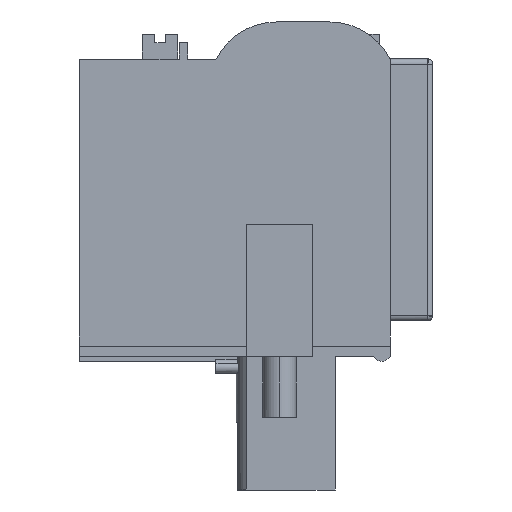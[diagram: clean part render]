
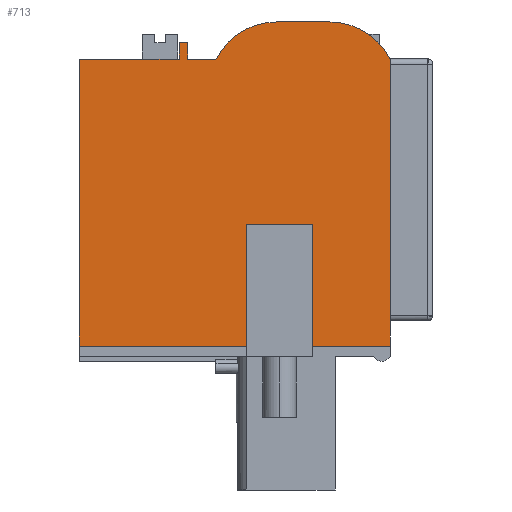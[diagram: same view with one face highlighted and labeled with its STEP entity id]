
A CAD part, left-side view. The second image highlights one B-rep face of the part: STEP entity #713.
In plain terms, the highlighted planar face has unit normal (-1, 0, 0).
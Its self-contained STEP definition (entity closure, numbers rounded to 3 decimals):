
#582=AXIS2_PLACEMENT_3D('Plane Axis2P3D',#579,#580,#581) ;
#642=AXIS2_PLACEMENT_3D('Circle Axis2P3D',#640,#641,$) ;
#656=AXIS2_PLACEMENT_3D('Circle Axis2P3D',#654,#655,$) ;
#123=CARTESIAN_POINT('Line Origine',(3.14,20.87,16.965)) ;
#127=CARTESIAN_POINT('Vertex',(3.14,20.87,25.43)) ;
#129=CARTESIAN_POINT('Vertex',(3.14,20.87,8.5)) ;
#579=CARTESIAN_POINT('Axis2P3D Location',(3.14,2.5,0.)) ;
#584=CARTESIAN_POINT('Line Origine',(3.14,15.935,8.5)) ;
#588=CARTESIAN_POINT('Vertex',(3.14,11.,8.5)) ;
#591=CARTESIAN_POINT('Line Origine',(3.14,11.,12.1)) ;
#595=CARTESIAN_POINT('Vertex',(3.14,11.,15.7)) ;
#598=CARTESIAN_POINT('Line Origine',(3.14,10.183,15.7)) ;
#602=CARTESIAN_POINT('Vertex',(3.14,9.367,15.7)) ;
#605=CARTESIAN_POINT('Line Origine',(3.14,9.05,15.7)) ;
#609=CARTESIAN_POINT('Vertex',(3.14,8.733,15.7)) ;
#612=CARTESIAN_POINT('Line Origine',(3.14,7.917,15.7)) ;
#616=CARTESIAN_POINT('Vertex',(3.14,7.1,15.7)) ;
#619=CARTESIAN_POINT('Line Origine',(3.14,7.1,12.1)) ;
#623=CARTESIAN_POINT('Vertex',(3.14,7.1,8.5)) ;
#626=CARTESIAN_POINT('Line Origine',(3.14,4.8,8.5)) ;
#630=CARTESIAN_POINT('Vertex',(3.14,2.5,8.5)) ;
#633=CARTESIAN_POINT('Line Origine',(3.14,2.5,16.965)) ;
#637=CARTESIAN_POINT('Vertex',(3.14,2.5,25.43)) ;
#640=CARTESIAN_POINT('Axis2P3D Location',(3.14,6.072,23.63)) ;
#644=CARTESIAN_POINT('Vertex',(3.14,6.072,27.63)) ;
#647=CARTESIAN_POINT('Line Origine',(3.14,7.65,27.63)) ;
#651=CARTESIAN_POINT('Vertex',(3.14,9.228,27.63)) ;
#654=CARTESIAN_POINT('Axis2P3D Location',(3.14,9.228,23.63)) ;
#658=CARTESIAN_POINT('Vertex',(3.14,12.8,25.43)) ;
#661=CARTESIAN_POINT('Line Origine',(3.14,13.638,25.43)) ;
#665=CARTESIAN_POINT('Vertex',(3.14,14.475,25.43)) ;
#668=CARTESIAN_POINT('Line Origine',(3.14,14.475,25.93)) ;
#672=CARTESIAN_POINT('Vertex',(3.14,14.475,26.43)) ;
#675=CARTESIAN_POINT('Line Origine',(3.14,14.723,26.43)) ;
#679=CARTESIAN_POINT('Vertex',(3.14,14.97,26.43)) ;
#682=CARTESIAN_POINT('Line Origine',(3.14,14.97,25.93)) ;
#686=CARTESIAN_POINT('Vertex',(3.14,14.97,25.43)) ;
#689=CARTESIAN_POINT('Line Origine',(3.14,17.92,25.43)) ;
#124=DIRECTION('Vector Direction',(0.,0.,1.)) ;
#580=DIRECTION('Axis2P3D Direction',(-1.,0.,0.)) ;
#581=DIRECTION('Axis2P3D XDirection',(0.,0.,1.)) ;
#585=DIRECTION('Vector Direction',(0.,-1.,0.)) ;
#592=DIRECTION('Vector Direction',(0.,0.,-1.)) ;
#599=DIRECTION('Vector Direction',(0.,1.,0.)) ;
#606=DIRECTION('Vector Direction',(0.,1.,0.)) ;
#613=DIRECTION('Vector Direction',(0.,1.,0.)) ;
#620=DIRECTION('Vector Direction',(0.,0.,-1.)) ;
#627=DIRECTION('Vector Direction',(0.,-1.,0.)) ;
#634=DIRECTION('Vector Direction',(0.,0.,1.)) ;
#641=DIRECTION('Axis2P3D Direction',(-1.,0.,0.)) ;
#648=DIRECTION('Vector Direction',(0.,1.,0.)) ;
#655=DIRECTION('Axis2P3D Direction',(-1.,0.,0.)) ;
#662=DIRECTION('Vector Direction',(0.,1.,0.)) ;
#669=DIRECTION('Vector Direction',(0.,0.,1.)) ;
#676=DIRECTION('Vector Direction',(0.,-1.,0.)) ;
#683=DIRECTION('Vector Direction',(0.,0.,1.)) ;
#690=DIRECTION('Vector Direction',(0.,1.,0.)) ;
#125=VECTOR('Line Direction',#124,1.) ;
#586=VECTOR('Line Direction',#585,1.) ;
#593=VECTOR('Line Direction',#592,1.) ;
#600=VECTOR('Line Direction',#599,1.) ;
#607=VECTOR('Line Direction',#606,1.) ;
#614=VECTOR('Line Direction',#613,1.) ;
#621=VECTOR('Line Direction',#620,1.) ;
#628=VECTOR('Line Direction',#627,1.) ;
#635=VECTOR('Line Direction',#634,1.) ;
#649=VECTOR('Line Direction',#648,1.) ;
#663=VECTOR('Line Direction',#662,1.) ;
#670=VECTOR('Line Direction',#669,1.) ;
#677=VECTOR('Line Direction',#676,1.) ;
#684=VECTOR('Line Direction',#683,1.) ;
#691=VECTOR('Line Direction',#690,1.) ;
#695=ORIENTED_EDGE('',*,*,#590,.T.) ;
#696=ORIENTED_EDGE('',*,*,#597,.F.) ;
#697=ORIENTED_EDGE('',*,*,#604,.F.) ;
#698=ORIENTED_EDGE('',*,*,#611,.F.) ;
#699=ORIENTED_EDGE('',*,*,#618,.F.) ;
#700=ORIENTED_EDGE('',*,*,#625,.T.) ;
#701=ORIENTED_EDGE('',*,*,#632,.T.) ;
#702=ORIENTED_EDGE('',*,*,#639,.T.) ;
#703=ORIENTED_EDGE('',*,*,#646,.T.) ;
#704=ORIENTED_EDGE('',*,*,#653,.T.) ;
#705=ORIENTED_EDGE('',*,*,#660,.T.) ;
#706=ORIENTED_EDGE('',*,*,#667,.T.) ;
#707=ORIENTED_EDGE('',*,*,#674,.T.) ;
#708=ORIENTED_EDGE('',*,*,#681,.T.) ;
#709=ORIENTED_EDGE('',*,*,#688,.T.) ;
#710=ORIENTED_EDGE('',*,*,#693,.T.) ;
#711=ORIENTED_EDGE('',*,*,#131,.T.) ;
#713=ADVANCED_FACE('HOUSING',(#712),#583,.T.) ;
#643=CIRCLE('generated circle',#642,4.) ;
#657=CIRCLE('generated circle',#656,4.) ;
#131=EDGE_CURVE('',#128,#130,#126,.F.) ;
#590=EDGE_CURVE('',#130,#589,#587,.T.) ;
#597=EDGE_CURVE('',#596,#589,#594,.T.) ;
#604=EDGE_CURVE('',#603,#596,#601,.T.) ;
#611=EDGE_CURVE('',#610,#603,#608,.T.) ;
#618=EDGE_CURVE('',#617,#610,#615,.T.) ;
#625=EDGE_CURVE('',#617,#624,#622,.T.) ;
#632=EDGE_CURVE('',#624,#631,#629,.T.) ;
#639=EDGE_CURVE('',#631,#638,#636,.T.) ;
#646=EDGE_CURVE('',#638,#645,#643,.T.) ;
#653=EDGE_CURVE('',#645,#652,#650,.T.) ;
#660=EDGE_CURVE('',#652,#659,#657,.T.) ;
#667=EDGE_CURVE('',#659,#666,#664,.T.) ;
#674=EDGE_CURVE('',#666,#673,#671,.T.) ;
#681=EDGE_CURVE('',#673,#680,#678,.F.) ;
#688=EDGE_CURVE('',#680,#687,#685,.F.) ;
#693=EDGE_CURVE('',#687,#128,#692,.T.) ;
#694=EDGE_LOOP('',(#695,#696,#697,#698,#699,#700,#701,#702,#703,#704,#705,#706,#707,#708,#709,#710,#711)) ;
#712=FACE_OUTER_BOUND('',#694,.T.) ;
#126=LINE('Line',#123,#125) ;
#587=LINE('Line',#584,#586) ;
#594=LINE('Line',#591,#593) ;
#601=LINE('Line',#598,#600) ;
#608=LINE('Line',#605,#607) ;
#615=LINE('Line',#612,#614) ;
#622=LINE('Line',#619,#621) ;
#629=LINE('Line',#626,#628) ;
#636=LINE('Line',#633,#635) ;
#650=LINE('Line',#647,#649) ;
#664=LINE('Line',#661,#663) ;
#671=LINE('Line',#668,#670) ;
#678=LINE('Line',#675,#677) ;
#685=LINE('Line',#682,#684) ;
#692=LINE('Line',#689,#691) ;
#583=PLANE('',#582) ;
#128=VERTEX_POINT('',#127) ;
#130=VERTEX_POINT('',#129) ;
#589=VERTEX_POINT('',#588) ;
#596=VERTEX_POINT('',#595) ;
#603=VERTEX_POINT('',#602) ;
#610=VERTEX_POINT('',#609) ;
#617=VERTEX_POINT('',#616) ;
#624=VERTEX_POINT('',#623) ;
#631=VERTEX_POINT('',#630) ;
#638=VERTEX_POINT('',#637) ;
#645=VERTEX_POINT('',#644) ;
#652=VERTEX_POINT('',#651) ;
#659=VERTEX_POINT('',#658) ;
#666=VERTEX_POINT('',#665) ;
#673=VERTEX_POINT('',#672) ;
#680=VERTEX_POINT('',#679) ;
#687=VERTEX_POINT('',#686) ;
